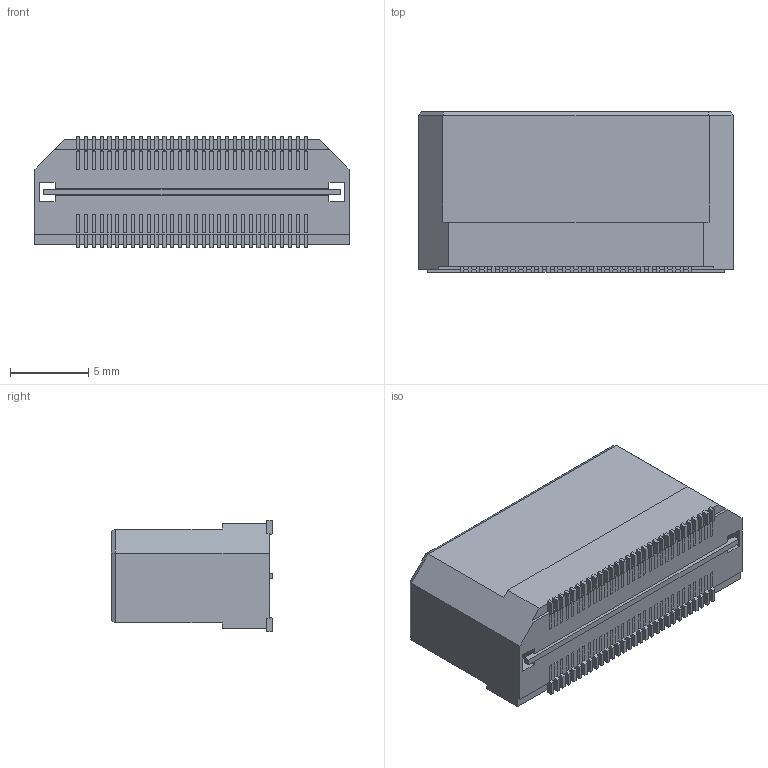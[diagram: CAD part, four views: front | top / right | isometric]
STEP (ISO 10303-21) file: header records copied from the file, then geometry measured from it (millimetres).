
FILE_DESCRIPTION( ( 'STEP AP214' ), '1' );
FILE_NAME( 'QTH-030-03-F-D.stp', '2019-10-10T11:27:57', ( '' ), ( '' ), ' ', 'PARTsolutions', ' ' );
FILE_SCHEMA( ( 'AUTOMOTIVE_DESIGN { 1 0 10303 214 1 1 1 1 }' ) );
Length unit declared in the file: inch
Products named in the file (4): QTH-030-03-F-D; _TQTH-030-03-F-D_terminal; _T-1S60-03(-030-03-D)_pin; _T-1G1-03_imp
Assembly tree (3 placements, depth 2):
  QTH-030-03-F-D
    _TQTH-030-03-F-D_terminal
    _T-1S60-03(-030-03-D)_pin
    _T-1G1-03_imp
Bounding box: 20.02 x 10.27 x 7.11 mm (x, y, z)
Volume: 1122.6 mm3; surface area: 2391.3 mm2
Topology: 3 solids, 3 shells, 1574 faces, 4694 edges, 3126 vertices
Faces by surface type: plane 1512, cylinder 62
Entity records: 64516 total; most frequent: CARTESIAN_POINT 9398, ORIENTED_EDGE 9388, DIRECTION 7978, EDGE_CURVE 4694, LINE 4566, VECTOR 4566, VERTEX_POINT 3126, AXIS2_PLACEMENT_3D 1706
